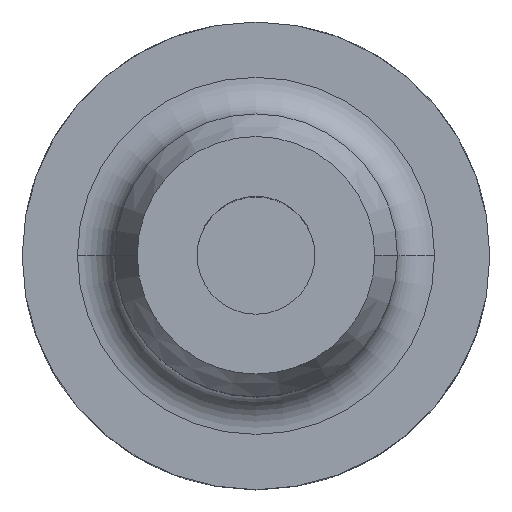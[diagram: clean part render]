
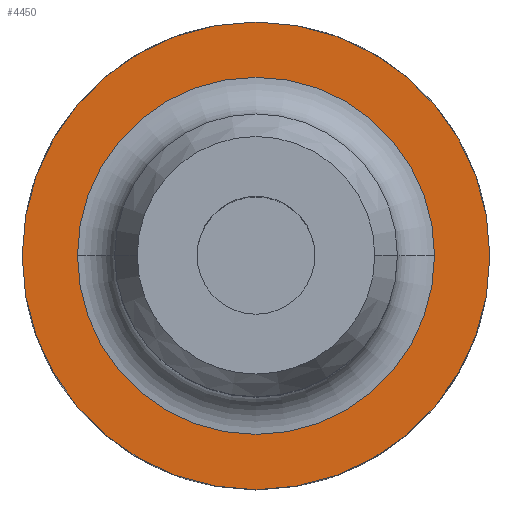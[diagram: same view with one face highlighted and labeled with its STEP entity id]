
A CAD part, top view. The second image highlights one B-rep face of the part: STEP entity #4450.
In plain terms, the highlighted planar face has unit normal (0, 0, 1).
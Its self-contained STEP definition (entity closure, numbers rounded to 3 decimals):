
#126 = AXIS2_PLACEMENT_3D ( 'NONE', #266, #2866, #634 ) ;
#266 = CARTESIAN_POINT ( 'NONE',  ( 0., 0., 22. ) ) ;
#362 = ORIENTED_EDGE ( 'NONE', *, *, #3194, .T. ) ;
#382 = DIRECTION ( 'NONE',  ( 0., 0., 1. ) ) ;
#402 = AXIS2_PLACEMENT_3D ( 'NONE', #962, #2080, #4321 ) ;
#591 = EDGE_CURVE ( 'NONE', #4823, #4445, #2357, .T. ) ;
#634 = DIRECTION ( 'NONE',  ( -1., 0., 0. ) ) ;
#780 = CARTESIAN_POINT ( 'NONE',  ( 31.5, 0., 22. ) ) ;
#841 = CARTESIAN_POINT ( 'NONE',  ( 0., 0., 22. ) ) ;
#962 = CARTESIAN_POINT ( 'NONE',  ( 0., 0., 22. ) ) ;
#1211 = DIRECTION ( 'NONE',  ( 1., 0., 0. ) ) ;
#1411 = ORIENTED_EDGE ( 'NONE', *, *, #2092, .F. ) ;
#1548 = AXIS2_PLACEMENT_3D ( 'NONE', #841, #3460, #1211 ) ;
#1774 = CARTESIAN_POINT ( 'NONE',  ( -31.5, 0., 22. ) ) ;
#1893 = ORIENTED_EDGE ( 'NONE', *, *, #2692, .F. ) ;
#1909 = VERTEX_POINT ( 'NONE', #3279 ) ;
#1918 = DIRECTION ( 'NONE',  ( 0., 0., -1. ) ) ;
#1974 = EDGE_LOOP ( 'NONE', ( #1411, #1893 ) ) ;
#2077 = CARTESIAN_POINT ( 'NONE',  ( -24.05, 0., 22. ) ) ;
#2080 = DIRECTION ( 'NONE',  ( 0., 0., 1. ) ) ;
#2092 = EDGE_CURVE ( 'NONE', #3755, #1909, #2104, .T. ) ;
#2104 = CIRCLE ( 'NONE', #2848, 24.05 ) ;
#2357 = CIRCLE ( 'NONE', #402, 31.5 ) ;
#2621 = CARTESIAN_POINT ( 'NONE',  ( 0., 0., 22. ) ) ;
#2692 = EDGE_CURVE ( 'NONE', #1909, #3755, #3024, .T. ) ;
#2712 = CIRCLE ( 'NONE', #1548, 31.5 ) ;
#2848 = AXIS2_PLACEMENT_3D ( 'NONE', #2621, #382, #2988 ) ;
#2866 = DIRECTION ( 'NONE',  ( 0., 0., 1. ) ) ;
#2988 = DIRECTION ( 'NONE',  ( -1., 0., 0. ) ) ;
#3024 = CIRCLE ( 'NONE', #126, 24.05 ) ;
#3194 = EDGE_CURVE ( 'NONE', #4445, #4823, #2712, .T. ) ;
#3196 = FACE_BOUND ( 'NONE', #1974, .T. ) ;
#3279 = CARTESIAN_POINT ( 'NONE',  ( 24.05, 0., 22. ) ) ;
#3441 = ORIENTED_EDGE ( 'NONE', *, *, #591, .T. ) ;
#3460 = DIRECTION ( 'NONE',  ( 0., 0., 1. ) ) ;
#3659 = AXIS2_PLACEMENT_3D ( 'NONE', #4526, #1918, #4550 ) ;
#3755 = VERTEX_POINT ( 'NONE', #2077 ) ;
#4046 = EDGE_LOOP ( 'NONE', ( #362, #3441 ) ) ;
#4163 = PLANE ( 'NONE',  #3659 ) ;
#4179 = FACE_OUTER_BOUND ( 'NONE', #4046, .T. ) ;
#4321 = DIRECTION ( 'NONE',  ( 1., 0., 0. ) ) ;
#4445 = VERTEX_POINT ( 'NONE', #780 ) ;
#4450 = ADVANCED_FACE ( 'NONE', ( #3196, #4179 ), #4163, .F. ) ;
#4526 = CARTESIAN_POINT ( 'NONE',  ( 0., 0., 22. ) ) ;
#4550 = DIRECTION ( 'NONE',  ( -1., 0., 0. ) ) ;
#4823 = VERTEX_POINT ( 'NONE', #1774 ) ;
